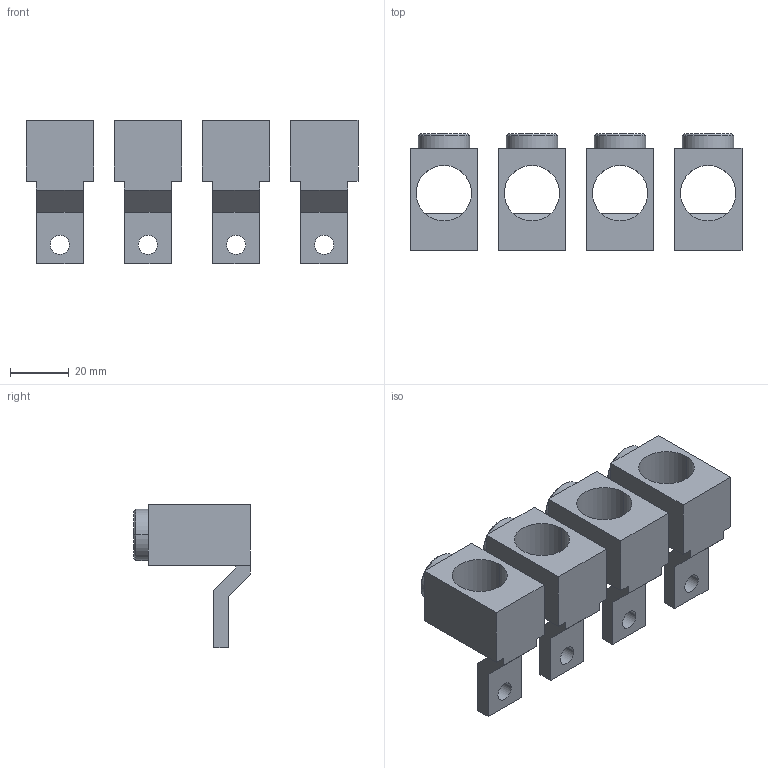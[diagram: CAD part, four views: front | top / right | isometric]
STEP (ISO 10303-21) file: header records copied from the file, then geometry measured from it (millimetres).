
FILE_DESCRIPTION(('CATIA V5 STEP Exchange'),'2;1');
FILE_NAME('1SDH001295R0355_1PA_001_00_XT2_4P_PLUG-IN_TERMINALI_ESTERNI_S.stp','2014-11-11T15:27:07+00:00',('none'),('none'),'CATIA Version 5 Release 20 SP 1 (IN-10)','CATIA V5 STEP AP214','none');
FILE_SCHEMA(('AUTOMOTIVE_DESIGN { 1 0 10303 214 1 1 1 1 }'));
Length unit declared in the file: millimetre
Products named in the file (1): 1SDH001295R0355_1PA_001_00_XT2_4P_PLUG-IN_TERMINALI_ESTERNI_S
Bounding box: 113.11 x 39.8 x 48.85 mm (x, y, z)
Volume: 57657.9 mm3; surface area: 25114.9 mm2
Topology: 4 solids, 4 shells, 92 faces, 232 edges, 152 vertices
Faces by surface type: plane 60, cylinder 24, cone 8
Entity records: 2542 total; most frequent: ORIENTED_EDGE 464, CARTESIAN_POINT 433, DIRECTION 328, EDGE_CURVE 232, VECTOR 176, LINE 176, VERTEX_POINT 152, EDGE_LOOP 112
